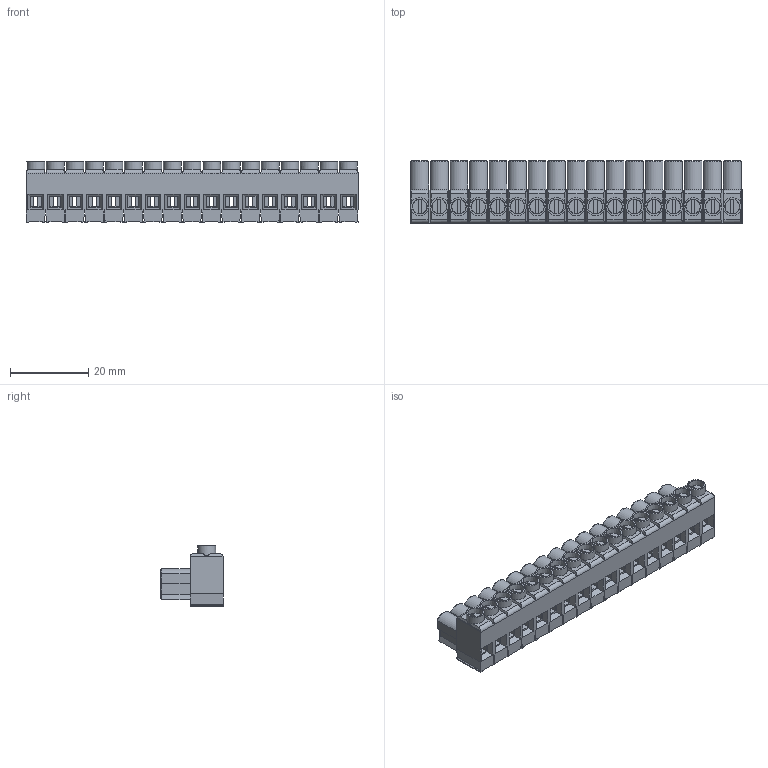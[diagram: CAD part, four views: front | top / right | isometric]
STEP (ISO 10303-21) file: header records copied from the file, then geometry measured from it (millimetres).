
FILE_DESCRIPTION(/* description */ ('Unknown'),/* implementation_level */ '2;1');
FILE_NAME(/* name */ '691385700017',/* time_stamp */ '2016-06-14T16:22:55+02:00',/* author */ ('Unknown'),/* organization */ ('Unknown'),/* preprocessor_version */ 'ST-DEVELOPER v16.7',/* originating_system */ 'DEX',/* authorisation */ $);
FILE_SCHEMA (('AUTOMOTIVE_DESIGN {1 0 10303 214 3 1 1}'));
Length unit declared in the file: millimetre
Products named in the file (1): 691385700017
Bounding box: 85 x 16 x 15.5 mm (x, y, z)
Volume: 10993.2 mm3; surface area: 12184.5 mm2
Topology: 1 solids, 1 shells, 1269 faces, 3478 edges, 2228 vertices
Faces by surface type: plane 892, cylinder 343, cone 17, torus 17
Full cylindrical faces by diameter (mm): 4.6 x17
Entity records: 49588 total; most frequent: CARTESIAN_POINT 8098, ORIENTED_EDGE 6820, DIRECTION 6789, EDGE_CURVE 3410, LINE 2503, VECTOR 2503, VERTEX_POINT 2194, AXIS2_PLACEMENT_3D 2143
